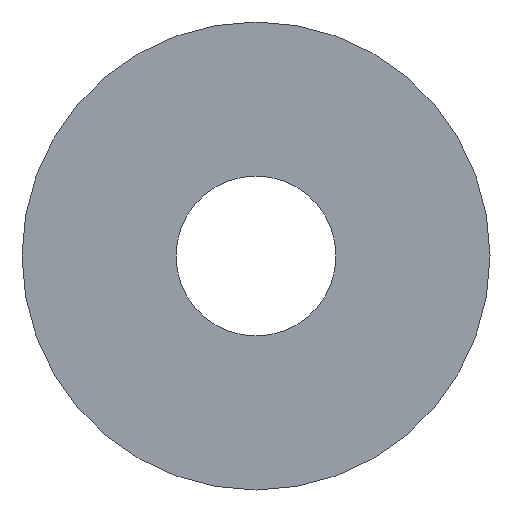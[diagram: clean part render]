
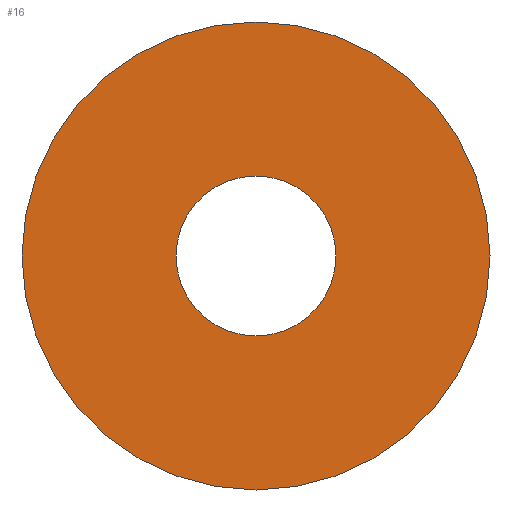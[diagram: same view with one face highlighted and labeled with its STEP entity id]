
A CAD part, front view. The second image highlights one B-rep face of the part: STEP entity #16.
In plain terms, the highlighted planar face has unit normal (0, -1, 0).
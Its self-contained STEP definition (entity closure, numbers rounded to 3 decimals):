
#2 = EDGE_CURVE ( 'NONE', #101, #30, #159, .T. ) ;
#3 = CARTESIAN_POINT ( 'NONE',  ( 0., 0., 0. ) ) ;
#5 = DIRECTION ( 'NONE',  ( 1., 0., 0. ) ) ;
#8 = CARTESIAN_POINT ( 'NONE',  ( 0., 0., 2.05 ) ) ;
#16 = ADVANCED_FACE ( 'NONE', ( #64, #129 ), #178, .F. ) ;
#18 = AXIS2_PLACEMENT_3D ( 'NONE', #83, #191, #20 ) ;
#19 = DIRECTION ( 'NONE',  ( 0., 1., 0. ) ) ;
#20 = DIRECTION ( 'NONE',  ( 0., 0., 1. ) ) ;
#21 = EDGE_CURVE ( 'NONE', #30, #101, #107, .T. ) ;
#22 = AXIS2_PLACEMENT_3D ( 'NONE', #60, #185, #105 ) ;
#23 = EDGE_LOOP ( 'NONE', ( #192, #48 ) ) ;
#30 = VERTEX_POINT ( 'NONE', #161 ) ;
#48 = ORIENTED_EDGE ( 'NONE', *, *, #2, .F. ) ;
#51 = CARTESIAN_POINT ( 'NONE',  ( 0., 0., 0. ) ) ;
#57 = DIRECTION ( 'NONE',  ( 0., 0., 1. ) ) ;
#60 = CARTESIAN_POINT ( 'NONE',  ( 0., 0., 0. ) ) ;
#62 = AXIS2_PLACEMENT_3D ( 'NONE', #71, #197, #57 ) ;
#64 = FACE_BOUND ( 'NONE', #180, .T. ) ;
#71 = CARTESIAN_POINT ( 'NONE',  ( 0., 0., 0. ) ) ;
#83 = CARTESIAN_POINT ( 'NONE',  ( 0., 0., 0. ) ) ;
#101 = VERTEX_POINT ( 'NONE', #168 ) ;
#105 = DIRECTION ( 'NONE',  ( 0., 0., 1. ) ) ;
#107 = CIRCLE ( 'NONE', #18, 6. ) ;
#112 = DIRECTION ( 'NONE',  ( 0., 0., 1. ) ) ;
#115 = EDGE_CURVE ( 'NONE', #174, #140, #119, .T. ) ;
#119 = CIRCLE ( 'NONE', #22, 2.05 ) ;
#127 = DIRECTION ( 'NONE',  ( 0., 1., 0. ) ) ;
#128 = ORIENTED_EDGE ( 'NONE', *, *, #115, .T. ) ;
#129 = FACE_OUTER_BOUND ( 'NONE', #23, .T. ) ;
#140 = VERTEX_POINT ( 'NONE', #8 ) ;
#150 = EDGE_CURVE ( 'NONE', #140, #174, #165, .T. ) ;
#153 = ORIENTED_EDGE ( 'NONE', *, *, #150, .T. ) ;
#159 = CIRCLE ( 'NONE', #171, 6. ) ;
#161 = CARTESIAN_POINT ( 'NONE',  ( 0., 0., -6. ) ) ;
#165 = CIRCLE ( 'NONE', #62, 2.05 ) ;
#168 = CARTESIAN_POINT ( 'NONE',  ( 0., 0., 6. ) ) ;
#171 = AXIS2_PLACEMENT_3D ( 'NONE', #51, #19, #112 ) ;
#172 = CARTESIAN_POINT ( 'NONE',  ( 0., 0., -2.05 ) ) ;
#174 = VERTEX_POINT ( 'NONE', #172 ) ;
#178 = PLANE ( 'NONE',  #195 ) ;
#180 = EDGE_LOOP ( 'NONE', ( #128, #153 ) ) ;
#185 = DIRECTION ( 'NONE',  ( 0., 1., 0. ) ) ;
#191 = DIRECTION ( 'NONE',  ( 0., 1., 0. ) ) ;
#192 = ORIENTED_EDGE ( 'NONE', *, *, #21, .F. ) ;
#195 = AXIS2_PLACEMENT_3D ( 'NONE', #3, #127, #5 ) ;
#197 = DIRECTION ( 'NONE',  ( 0., 1., 0. ) ) ;
